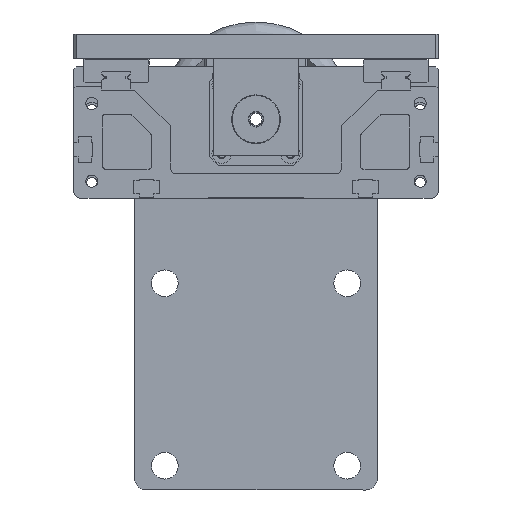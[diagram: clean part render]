
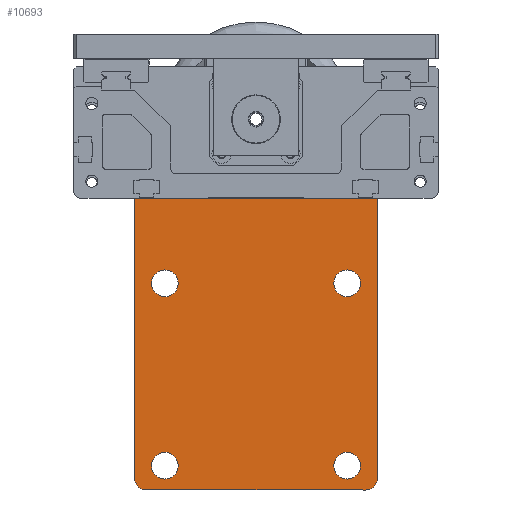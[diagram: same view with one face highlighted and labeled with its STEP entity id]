
A CAD part, front view. The second image highlights one B-rep face of the part: STEP entity #10693.
In plain terms, the highlighted planar face has unit normal (0, -1, 0).
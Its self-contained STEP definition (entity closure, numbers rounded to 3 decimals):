
#21 = CARTESIAN_POINT ( 'NONE',  ( -73.08, -114.713, 60. ) ) ;
#72 = CARTESIAN_POINT ( 'NONE',  ( 19.92, -114.713, 25. ) ) ;
#1195 = CARTESIAN_POINT ( 'NONE',  ( -68.08, -114.713, -60. ) ) ;
#1236 = EDGE_LOOP ( 'NONE', ( #31549, #9623 ) ) ;
#1478 = CIRCLE ( 'NONE', #14028, 5.5 ) ;
#1544 = EDGE_LOOP ( 'NONE', ( #6083, #36202, #29839, #14376, #34660, #6195 ) ) ;
#1842 = EDGE_CURVE ( 'NONE', #13299, #12368, #6307, .T. ) ;
#2122 = EDGE_LOOP ( 'NONE', ( #14404, #13324 ) ) ;
#2177 = DIRECTION ( 'NONE',  ( 0., -1., 0. ) ) ;
#2205 = EDGE_CURVE ( 'NONE', #23299, #23909, #2739, .T. ) ;
#2264 = CIRCLE ( 'NONE', #23208, 5.5 ) ;
#2739 = CIRCLE ( 'NONE', #17073, 5. ) ;
#2914 = DIRECTION ( 'NONE',  ( 1., 0., 0. ) ) ;
#3531 = CARTESIAN_POINT ( 'NONE',  ( -73.08, -114.713, -60. ) ) ;
#4411 = PLANE ( 'NONE',  #35268 ) ;
#4511 = CARTESIAN_POINT ( 'NONE',  ( -66.08, -114.713, -50. ) ) ;
#4957 = FACE_BOUND ( 'NONE', #25517, .T. ) ;
#5687 = VERTEX_POINT ( 'NONE', #1195 ) ;
#5973 = LINE ( 'NONE', #3531, #7923 ) ;
#6023 = DIRECTION ( 'NONE',  ( 0., 0., 1. ) ) ;
#6083 = ORIENTED_EDGE ( 'NONE', *, *, #6267, .F. ) ;
#6195 = ORIENTED_EDGE ( 'NONE', *, *, #19767, .F. ) ;
#6267 = EDGE_CURVE ( 'NONE', #5687, #12606, #8070, .T. ) ;
#6307 = CIRCLE ( 'NONE', #12253, 5.5 ) ;
#6364 = CARTESIAN_POINT ( 'NONE',  ( 14.42, -114.713, -50. ) ) ;
#6527 = CARTESIAN_POINT ( 'NONE',  ( 19.92, -114.713, -50. ) ) ;
#6753 = LINE ( 'NONE', #29546, #21250 ) ;
#6853 = DIRECTION ( 'NONE',  ( 0., -1., 0. ) ) ;
#7382 = VERTEX_POINT ( 'NONE', #4511 ) ;
#7923 = VECTOR ( 'NONE', #14375, 1000. ) ;
#7944 = DIRECTION ( 'NONE',  ( -1., 0., 0. ) ) ;
#8070 = CIRCLE ( 'NONE', #14638, 5. ) ;
#8238 = AXIS2_PLACEMENT_3D ( 'NONE', #6364, #23943, #35255 ) ;
#8355 = AXIS2_PLACEMENT_3D ( 'NONE', #24705, #22083, #36039 ) ;
#8605 = DIRECTION ( 'NONE',  ( 1., 0., 0. ) ) ;
#8900 = ORIENTED_EDGE ( 'NONE', *, *, #28282, .F. ) ;
#9417 = DIRECTION ( 'NONE',  ( 0., -1., 0. ) ) ;
#9546 = VERTEX_POINT ( 'NONE', #33652 ) ;
#9594 = DIRECTION ( 'NONE',  ( 1., 0., 0. ) ) ;
#9623 = ORIENTED_EDGE ( 'NONE', *, *, #1842, .F. ) ;
#9840 = EDGE_CURVE ( 'NONE', #30664, #34001, #14196, .T. ) ;
#9853 = DIRECTION ( 'NONE',  ( 1., 0., 0. ) ) ;
#9931 = VERTEX_POINT ( 'NONE', #6527 ) ;
#10693 = ADVANCED_FACE ( 'NONE', ( #33493, #4957, #29989, #13373, #18623 ), #4411, .F. ) ;
#10804 = VERTEX_POINT ( 'NONE', #72 ) ;
#11403 = CARTESIAN_POINT ( 'NONE',  ( -68.08, -114.713, -55. ) ) ;
#11802 = CARTESIAN_POINT ( 'NONE',  ( -55.08, -114.713, 25. ) ) ;
#12253 = AXIS2_PLACEMENT_3D ( 'NONE', #24424, #12458, #30348 ) ;
#12368 = VERTEX_POINT ( 'NONE', #11802 ) ;
#12458 = DIRECTION ( 'NONE',  ( 0., -1., 0. ) ) ;
#12606 = VERTEX_POINT ( 'NONE', #30062 ) ;
#12943 = CIRCLE ( 'NONE', #33772, 5.5 ) ;
#13299 = VERTEX_POINT ( 'NONE', #20689 ) ;
#13324 = ORIENTED_EDGE ( 'NONE', *, *, #13864, .F. ) ;
#13373 = FACE_BOUND ( 'NONE', #35130, .T. ) ;
#13864 = EDGE_CURVE ( 'NONE', #7382, #35905, #30658, .T. ) ;
#13871 = CARTESIAN_POINT ( 'NONE',  ( 8.92, -114.713, 25. ) ) ;
#13915 = ORIENTED_EDGE ( 'NONE', *, *, #29784, .F. ) ;
#14028 = AXIS2_PLACEMENT_3D ( 'NONE', #22385, #2177, #28524 ) ;
#14185 = VECTOR ( 'NONE', #30990, 1000. ) ;
#14196 = LINE ( 'NONE', #19638, #14185 ) ;
#14375 = DIRECTION ( 'NONE',  ( -1., 0., 0. ) ) ;
#14376 = ORIENTED_EDGE ( 'NONE', *, *, #23701, .F. ) ;
#14404 = ORIENTED_EDGE ( 'NONE', *, *, #16448, .F. ) ;
#14568 = AXIS2_PLACEMENT_3D ( 'NONE', #21193, #9417, #21381 ) ;
#14638 = AXIS2_PLACEMENT_3D ( 'NONE', #11403, #25634, #8605 ) ;
#16123 = CIRCLE ( 'NONE', #8355, 5.5 ) ;
#16448 = EDGE_CURVE ( 'NONE', #35905, #7382, #2264, .T. ) ;
#17073 = AXIS2_PLACEMENT_3D ( 'NONE', #35512, #32718, #9594 ) ;
#17133 = DIRECTION ( 'NONE',  ( 0., -1., 0. ) ) ;
#17418 = LINE ( 'NONE', #21, #29363 ) ;
#18623 = FACE_BOUND ( 'NONE', #2122, .T. ) ;
#18965 = CARTESIAN_POINT ( 'NONE',  ( 21.92, -114.713, -60. ) ) ;
#18993 = CARTESIAN_POINT ( 'NONE',  ( -73.08, -114.713, -60. ) ) ;
#19366 = DIRECTION ( 'NONE',  ( 1., 0., 0. ) ) ;
#19638 = CARTESIAN_POINT ( 'NONE',  ( -73.08, -114.713, 60. ) ) ;
#19767 = EDGE_CURVE ( 'NONE', #12606, #34001, #17418, .T. ) ;
#20559 = AXIS2_PLACEMENT_3D ( 'NONE', #22160, #22542, #19366 ) ;
#20627 = CARTESIAN_POINT ( 'NONE',  ( -55.08, -114.713, -50. ) ) ;
#20689 = CARTESIAN_POINT ( 'NONE',  ( -66.08, -114.713, 25. ) ) ;
#20735 = VERTEX_POINT ( 'NONE', #13871 ) ;
#21193 = CARTESIAN_POINT ( 'NONE',  ( -60.58, -114.713, -50. ) ) ;
#21250 = VECTOR ( 'NONE', #24516, 1000. ) ;
#21381 = DIRECTION ( 'NONE',  ( 1., 0., 0. ) ) ;
#22083 = DIRECTION ( 'NONE',  ( 0., -1., 0. ) ) ;
#22160 = CARTESIAN_POINT ( 'NONE',  ( 14.42, -114.713, -50. ) ) ;
#22369 = CARTESIAN_POINT ( 'NONE',  ( -60.58, -114.713, -50. ) ) ;
#22385 = CARTESIAN_POINT ( 'NONE',  ( 14.42, -114.713, 25. ) ) ;
#22542 = DIRECTION ( 'NONE',  ( 0., -1., 0. ) ) ;
#22706 = EDGE_CURVE ( 'NONE', #20735, #10804, #1478, .T. ) ;
#23208 = AXIS2_PLACEMENT_3D ( 'NONE', #22369, #17133, #2914 ) ;
#23299 = VERTEX_POINT ( 'NONE', #32554 ) ;
#23701 = EDGE_CURVE ( 'NONE', #30664, #23299, #6753, .T. ) ;
#23909 = VERTEX_POINT ( 'NONE', #18965 ) ;
#23943 = DIRECTION ( 'NONE',  ( 0., -1., 0. ) ) ;
#24424 = CARTESIAN_POINT ( 'NONE',  ( -60.58, -114.713, 25. ) ) ;
#24516 = DIRECTION ( 'NONE',  ( 0., 0., -1. ) ) ;
#24705 = CARTESIAN_POINT ( 'NONE',  ( -60.58, -114.713, 25. ) ) ;
#25517 = EDGE_LOOP ( 'NONE', ( #8900, #32684 ) ) ;
#25634 = DIRECTION ( 'NONE',  ( 0., 1., 0. ) ) ;
#25807 = CARTESIAN_POINT ( 'NONE',  ( -73.08, -114.713, 60. ) ) ;
#26038 = EDGE_CURVE ( 'NONE', #9931, #9546, #30301, .T. ) ;
#28282 = EDGE_CURVE ( 'NONE', #10804, #20735, #12943, .T. ) ;
#28524 = DIRECTION ( 'NONE',  ( 1., 0., 0. ) ) ;
#29363 = VECTOR ( 'NONE', #6023, 1000. ) ;
#29546 = CARTESIAN_POINT ( 'NONE',  ( 26.92, -114.713, -60. ) ) ;
#29784 = EDGE_CURVE ( 'NONE', #9546, #9931, #34199, .T. ) ;
#29839 = ORIENTED_EDGE ( 'NONE', *, *, #2205, .F. ) ;
#29989 = FACE_BOUND ( 'NONE', #1236, .T. ) ;
#30062 = CARTESIAN_POINT ( 'NONE',  ( -73.08, -114.713, -55. ) ) ;
#30301 = CIRCLE ( 'NONE', #8238, 5.5 ) ;
#30348 = DIRECTION ( 'NONE',  ( 1., 0., 0. ) ) ;
#30364 = DIRECTION ( 'NONE',  ( 0., 1., 0. ) ) ;
#30658 = CIRCLE ( 'NONE', #14568, 5.5 ) ;
#30664 = VERTEX_POINT ( 'NONE', #35073 ) ;
#30990 = DIRECTION ( 'NONE',  ( -1., 0., 0. ) ) ;
#31319 = EDGE_CURVE ( 'NONE', #23909, #5687, #5973, .T. ) ;
#31549 = ORIENTED_EDGE ( 'NONE', *, *, #35949, .F. ) ;
#32554 = CARTESIAN_POINT ( 'NONE',  ( 26.92, -114.713, -55. ) ) ;
#32684 = ORIENTED_EDGE ( 'NONE', *, *, #22706, .F. ) ;
#32718 = DIRECTION ( 'NONE',  ( 0., 1., 0. ) ) ;
#33493 = FACE_OUTER_BOUND ( 'NONE', #1544, .T. ) ;
#33652 = CARTESIAN_POINT ( 'NONE',  ( 8.92, -114.713, -50. ) ) ;
#33772 = AXIS2_PLACEMENT_3D ( 'NONE', #35399, #6853, #9853 ) ;
#34001 = VERTEX_POINT ( 'NONE', #25807 ) ;
#34199 = CIRCLE ( 'NONE', #20559, 5.5 ) ;
#34660 = ORIENTED_EDGE ( 'NONE', *, *, #9840, .T. ) ;
#35073 = CARTESIAN_POINT ( 'NONE',  ( 26.92, -114.713, 60. ) ) ;
#35130 = EDGE_LOOP ( 'NONE', ( #35718, #13915 ) ) ;
#35255 = DIRECTION ( 'NONE',  ( 1., 0., 0. ) ) ;
#35268 = AXIS2_PLACEMENT_3D ( 'NONE', #18993, #30364, #7944 ) ;
#35399 = CARTESIAN_POINT ( 'NONE',  ( 14.42, -114.713, 25. ) ) ;
#35512 = CARTESIAN_POINT ( 'NONE',  ( 21.92, -114.713, -55. ) ) ;
#35718 = ORIENTED_EDGE ( 'NONE', *, *, #26038, .F. ) ;
#35905 = VERTEX_POINT ( 'NONE', #20627 ) ;
#35949 = EDGE_CURVE ( 'NONE', #12368, #13299, #16123, .T. ) ;
#36039 = DIRECTION ( 'NONE',  ( 1., 0., 0. ) ) ;
#36202 = ORIENTED_EDGE ( 'NONE', *, *, #31319, .F. ) ;
